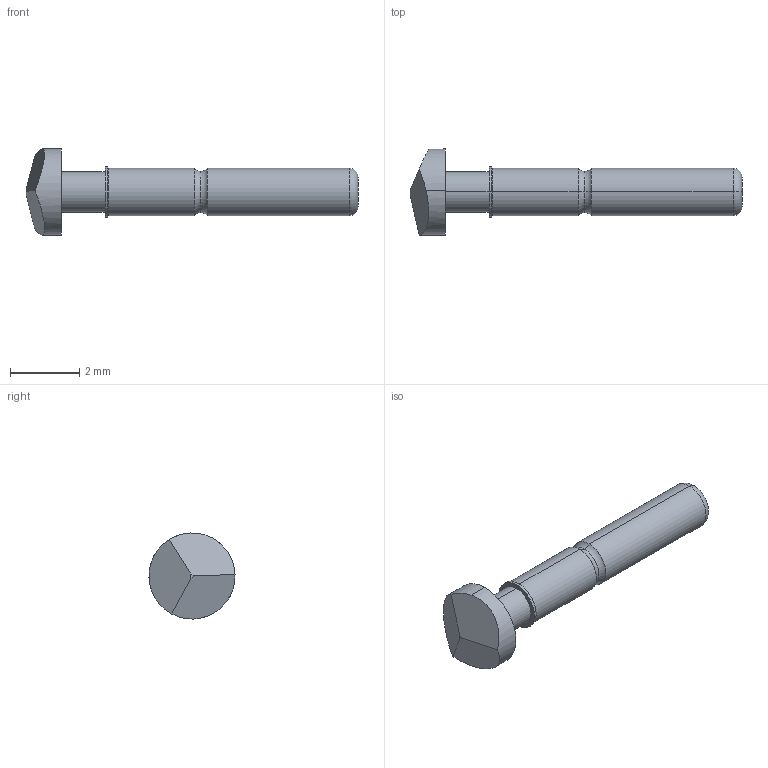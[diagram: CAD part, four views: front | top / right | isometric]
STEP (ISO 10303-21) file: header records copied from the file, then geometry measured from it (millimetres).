
FILE_DESCRIPTION (( 'STEP AP214' ), '1' );
FILE_NAME ('100-PL_0523_.STEP', '2016-04-29T18:46:45', ( 'spare' ), ( '' ), 'SwSTEP 2.0', 'SolidWorks 2016', '' );
FILE_SCHEMA (( 'AUTOMOTIVE_DESIGN' ));
Length unit declared in the file: inch
Products named in the file (1): 100-PL_0523_
Bounding box: 9.6 x 2.49 x 2.49 mm (x, y, z)
Volume: 15.6 mm3; surface area: 51.6 mm2
Topology: 1 solids, 1 shells, 26 faces, 53 edges, 32 vertices
Faces by surface type: cylinder 10, torus 8, plane 8
Entity records: 1067 total; most frequent: DIRECTION 134, CARTESIAN_POINT 127, ORIENTED_EDGE 106, AXIS2_PLACEMENT_3D 59, EDGE_CURVE 53, CIRCLE 32, VERTEX_POINT 32, DIMENSIONAL_EXPONENTS 29
